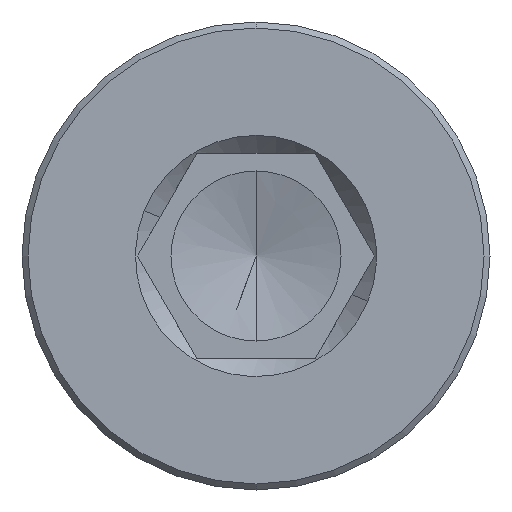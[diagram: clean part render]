
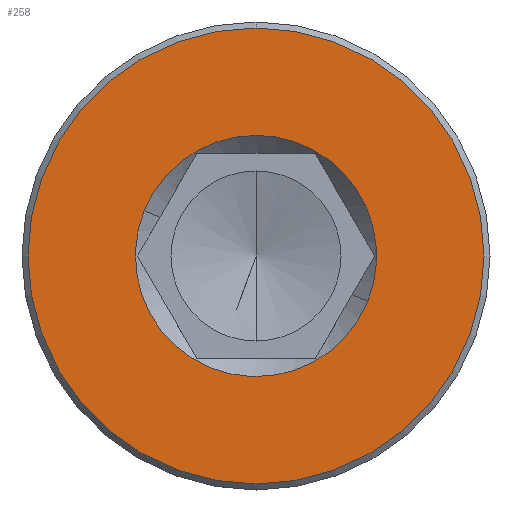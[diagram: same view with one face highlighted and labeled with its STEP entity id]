
A CAD part, left-side view. The second image highlights one B-rep face of the part: STEP entity #258.
In plain terms, the highlighted planar face has unit normal (-1, 0, 0).
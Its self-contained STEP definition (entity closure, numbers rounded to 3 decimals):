
#21=FACE_BOUND('',#91,.F.);
#31=PLANE('',#575);
#58=FACE_OUTER_BOUND('',#92,.F.);
#91=EDGE_LOOP('',(#187,#188,#189));
#92=EDGE_LOOP('',(#190,#191));
#187=ORIENTED_EDGE('',*,*,#408,.T.);
#188=ORIENTED_EDGE('',*,*,#406,.T.);
#189=ORIENTED_EDGE('',*,*,#407,.T.);
#190=ORIENTED_EDGE('',*,*,#410,.F.);
#191=ORIENTED_EDGE('',*,*,#409,.F.);
#258=ADVANCED_FACE('',(#21,#58),#31,.T.);
#371=CIRCLE('',#536,10.05);
#372=CIRCLE('',#537,10.05);
#373=CIRCLE('',#538,10.05);
#374=CIRCLE('',#539,19.);
#375=CIRCLE('',#540,19.);
#406=EDGE_CURVE('',#486,#485,#371,.T.);
#407=EDGE_CURVE('',#485,#484,#372,.T.);
#408=EDGE_CURVE('',#484,#486,#373,.T.);
#409=EDGE_CURVE('',#483,#482,#374,.T.);
#410=EDGE_CURVE('',#482,#483,#375,.T.);
#482=VERTEX_POINT('',#771);
#483=VERTEX_POINT('',#772);
#484=VERTEX_POINT('',#773);
#485=VERTEX_POINT('',#774);
#486=VERTEX_POINT('',#775);
#536=AXIS2_PLACEMENT_3D('',#856,#606,#607);
#537=AXIS2_PLACEMENT_3D('',#857,#608,#609);
#538=AXIS2_PLACEMENT_3D('',#858,#610,#611);
#539=AXIS2_PLACEMENT_3D('',#859,#612,#613);
#540=AXIS2_PLACEMENT_3D('',#860,#614,#615);
#575=AXIS2_PLACEMENT_3D('',#927,#716,#717);
#606=DIRECTION('',(-1.,0.,0.));
#607=DIRECTION('',(0.,0.,1.));
#608=DIRECTION('',(-1.,0.,0.));
#609=DIRECTION('',(0.,0.927,0.375));
#610=DIRECTION('',(-1.,0.,0.));
#611=DIRECTION('',(0.,-0.927,-0.375));
#612=DIRECTION('',(-1.,0.,0.));
#613=DIRECTION('',(0.,0.,1.));
#614=DIRECTION('',(-1.,0.,0.));
#615=DIRECTION('',(0.,0.,-1.));
#716=DIRECTION('',(-1.,0.,0.));
#717=DIRECTION('',(0.,0.,-1.));
#771=CARTESIAN_POINT('',(-21.,0.,-19.));
#772=CARTESIAN_POINT('',(-21.,0.,19.));
#773=CARTESIAN_POINT('',(-21.,-9.318,-3.765));
#774=CARTESIAN_POINT('',(-21.,9.318,3.765));
#775=CARTESIAN_POINT('',(-21.,0.,10.05));
#856=CARTESIAN_POINT('',(-21.,0.,0.));
#857=CARTESIAN_POINT('',(-21.,0.,0.));
#858=CARTESIAN_POINT('',(-21.,0.,0.));
#859=CARTESIAN_POINT('',(-21.,0.,0.));
#860=CARTESIAN_POINT('',(-21.,0.,0.));
#927=CARTESIAN_POINT('',(-21.,20.9,20.9));
